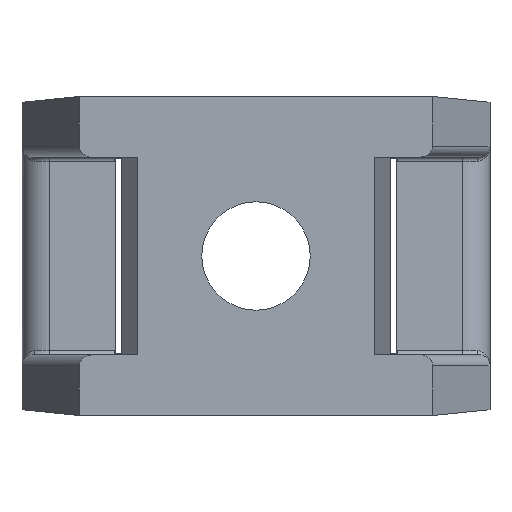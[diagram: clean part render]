
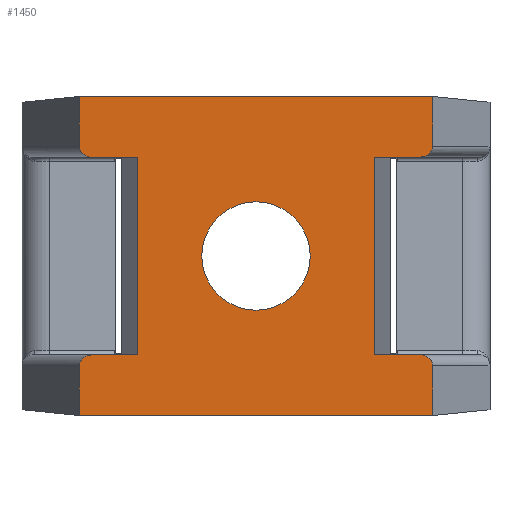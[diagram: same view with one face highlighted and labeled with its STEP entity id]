
A CAD part, front view. The second image highlights one B-rep face of the part: STEP entity #1450.
In plain terms, the highlighted planar face has unit normal (0, -1, 0).
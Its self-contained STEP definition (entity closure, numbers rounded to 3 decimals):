
#158=CARTESIAN_POINT('',(0.,0.0,2.55));
#159=VERTEX_POINT('',#158);
#166=CARTESIAN_POINT('',(0.0,0.0,-2.55));
#167=VERTEX_POINT('',#166);
#168=CARTESIAN_POINT('',(0.0,0.0,0.0));
#169=DIRECTION('',(0.0,-1.0,0.0));
#170=DIRECTION('',(0.0,0.0,-1.0));
#171=AXIS2_PLACEMENT_3D('',#168,#169,#170);
#172=CIRCLE('',#171,2.55);
#173=EDGE_CURVE('',#159,#167,#172,.T.);
#198=CARTESIAN_POINT('',(0.0,0.0,0.0));
#199=DIRECTION('',(0.0,-1.0,0.0));
#200=DIRECTION('',(0.0,0.0,-1.0));
#201=AXIS2_PLACEMENT_3D('',#198,#199,#200);
#202=CIRCLE('',#201,2.55);
#203=EDGE_CURVE('',#167,#159,#202,.T.);
#545=CARTESIAN_POINT('',(-5.575,0.0,-4.65));
#546=VERTEX_POINT('',#545);
#553=CARTESIAN_POINT('',(-5.575,0.0,4.65));
#554=VERTEX_POINT('',#553);
#555=CARTESIAN_POINT('',(-5.575,0.0,-4.65));
#556=DIRECTION('',(0.0,0.0,1.0));
#557=VECTOR('',#556,9.3);
#558=LINE('',#555,#557);
#559=EDGE_CURVE('',#546,#554,#558,.T.);
#669=CARTESIAN_POINT('',(8.3,0.0,7.5));
#670=VERTEX_POINT('',#669);
#671=CARTESIAN_POINT('',(8.3,0.0,5.15));
#672=VERTEX_POINT('',#671);
#673=CARTESIAN_POINT('',(8.3,0.0,7.5));
#674=DIRECTION('',(0.0,0.0,-1.0));
#675=VECTOR('',#674,2.35);
#676=LINE('',#673,#675);
#677=EDGE_CURVE('',#670,#672,#676,.T.);
#709=CARTESIAN_POINT('',(-8.3,0.0,-5.15));
#710=VERTEX_POINT('',#709);
#711=CARTESIAN_POINT('',(-8.3,0.0,-7.5));
#712=VERTEX_POINT('',#711);
#713=CARTESIAN_POINT('',(-8.3,0.0,-5.15));
#714=DIRECTION('',(0.0,0.0,-1.0));
#715=VECTOR('',#714,2.35);
#716=LINE('',#713,#715);
#717=EDGE_CURVE('',#710,#712,#716,.T.);
#759=CARTESIAN_POINT('',(8.3,0.0,-5.15));
#760=VERTEX_POINT('',#759);
#767=CARTESIAN_POINT('',(8.3,0.0,-7.5));
#768=VERTEX_POINT('',#767);
#769=CARTESIAN_POINT('',(8.3,0.0,-5.15));
#770=DIRECTION('',(0.0,0.0,-1.0));
#771=VECTOR('',#770,2.35);
#772=LINE('',#769,#771);
#773=EDGE_CURVE('',#760,#768,#772,.T.);
#1299=CARTESIAN_POINT('',(-8.3,0.0,5.15));
#1300=VERTEX_POINT('',#1299);
#1307=CARTESIAN_POINT('',(-8.3,0.0,7.5));
#1308=VERTEX_POINT('',#1307);
#1309=CARTESIAN_POINT('',(-8.3,0.0,7.5));
#1310=DIRECTION('',(0.0,0.0,-1.0));
#1311=VECTOR('',#1310,2.35);
#1312=LINE('',#1309,#1311);
#1313=EDGE_CURVE('',#1308,#1300,#1312,.T.);
#1324=CARTESIAN_POINT('',(-8.3,0.0,7.5));
#1325=DIRECTION('',(0.0,1.0,0.0));
#1326=DIRECTION('',(1.0,0.0,0.0));
#1327=AXIS2_PLACEMENT_3D('',#1324,#1325,#1326);
#1328=PLANE('',#1327);
#1329=ORIENTED_EDGE('',*,*,#773,.F.);
#1330=CARTESIAN_POINT('',(7.737,0.0,-4.65));
#1331=VERTEX_POINT('',#1330);
#1332=CARTESIAN_POINT('',(8.3,0.0,-5.15));
#1333=CARTESIAN_POINT('',(8.3,0.,-4.857));
#1334=CARTESIAN_POINT('',(8.067,0.,-4.65));
#1335=CARTESIAN_POINT('',(7.737,0.0,-4.65));
#1343=(BOUNDED_CURVE()B_SPLINE_CURVE(3,(#1332,#1333,#1334,#1335),.UNSPECIFIED.,.F.,.U.)B_SPLINE_CURVE_WITH_KNOTS((4,4),(3.142,4.712),.UNSPECIFIED.)CURVE()GEOMETRIC_REPRESENTATION_ITEM()RATIONAL_B_SPLINE_CURVE((1.0,0.805,0.805,1.0))REPRESENTATION_ITEM(''));
#1344=EDGE_CURVE('',#760,#1331,#1343,.T.);
#1345=ORIENTED_EDGE('',*,*,#1344,.T.);
#1346=CARTESIAN_POINT('',(5.575,0.0,-4.65));
#1347=VERTEX_POINT('',#1346);
#1348=CARTESIAN_POINT('',(5.575,0.0,-4.65));
#1349=DIRECTION('',(1.0,0.0,0.0));
#1350=VECTOR('',#1349,2.162);
#1351=LINE('',#1348,#1350);
#1352=EDGE_CURVE('',#1347,#1331,#1351,.T.);
#1353=ORIENTED_EDGE('',*,*,#1352,.F.);
#1354=CARTESIAN_POINT('',(5.575,0.0,4.65));
#1355=VERTEX_POINT('',#1354);
#1356=CARTESIAN_POINT('',(5.575,0.0,4.65));
#1357=DIRECTION('',(0.0,0.0,-1.0));
#1358=VECTOR('',#1357,9.3);
#1359=LINE('',#1356,#1358);
#1360=EDGE_CURVE('',#1355,#1347,#1359,.T.);
#1361=ORIENTED_EDGE('',*,*,#1360,.F.);
#1362=CARTESIAN_POINT('',(7.737,0.0,4.65));
#1363=VERTEX_POINT('',#1362);
#1364=CARTESIAN_POINT('',(5.575,0.0,4.65));
#1365=DIRECTION('',(1.0,0.0,0.0));
#1366=VECTOR('',#1365,2.162);
#1367=LINE('',#1364,#1366);
#1368=EDGE_CURVE('',#1355,#1363,#1367,.T.);
#1369=ORIENTED_EDGE('',*,*,#1368,.T.);
#1370=CARTESIAN_POINT('',(7.737,0.0,4.65));
#1371=CARTESIAN_POINT('',(8.067,0.0,4.65));
#1372=CARTESIAN_POINT('',(8.3,0.,4.857));
#1373=CARTESIAN_POINT('',(8.3,0.0,5.15));
#1381=(BOUNDED_CURVE()B_SPLINE_CURVE(3,(#1370,#1371,#1372,#1373),.UNSPECIFIED.,.F.,.U.)B_SPLINE_CURVE_WITH_KNOTS((4,4),(4.712,6.283),.UNSPECIFIED.)CURVE()GEOMETRIC_REPRESENTATION_ITEM()RATIONAL_B_SPLINE_CURVE((1.0,0.805,0.805,1.0))REPRESENTATION_ITEM(''));
#1382=EDGE_CURVE('',#1363,#672,#1381,.T.);
#1383=ORIENTED_EDGE('',*,*,#1382,.T.);
#1384=ORIENTED_EDGE('',*,*,#677,.F.);
#1385=CARTESIAN_POINT('',(-8.3,0.0,7.5));
#1386=DIRECTION('',(1.0,0.0,0.0));
#1387=VECTOR('',#1386,16.6);
#1388=LINE('',#1385,#1387);
#1389=EDGE_CURVE('',#1308,#670,#1388,.T.);
#1390=ORIENTED_EDGE('',*,*,#1389,.F.);
#1391=ORIENTED_EDGE('',*,*,#1313,.T.);
#1392=CARTESIAN_POINT('',(-7.737,0.0,4.65));
#1393=VERTEX_POINT('',#1392);
#1394=CARTESIAN_POINT('',(-8.3,0.0,5.15));
#1395=CARTESIAN_POINT('',(-8.3,0.0,4.857));
#1396=CARTESIAN_POINT('',(-8.067,0.,4.65));
#1397=CARTESIAN_POINT('',(-7.737,0.0,4.65));
#1405=(BOUNDED_CURVE()B_SPLINE_CURVE(3,(#1394,#1395,#1396,#1397),.UNSPECIFIED.,.F.,.U.)B_SPLINE_CURVE_WITH_KNOTS((4,4),(3.142,4.712),.UNSPECIFIED.)CURVE()GEOMETRIC_REPRESENTATION_ITEM()RATIONAL_B_SPLINE_CURVE((1.0,0.805,0.805,1.0))REPRESENTATION_ITEM(''));
#1406=EDGE_CURVE('',#1300,#1393,#1405,.T.);
#1407=ORIENTED_EDGE('',*,*,#1406,.T.);
#1408=CARTESIAN_POINT('',(-5.575,0.0,4.65));
#1409=DIRECTION('',(-1.0,0.0,0.0));
#1410=VECTOR('',#1409,2.162);
#1411=LINE('',#1408,#1410);
#1412=EDGE_CURVE('',#554,#1393,#1411,.T.);
#1413=ORIENTED_EDGE('',*,*,#1412,.F.);
#1414=ORIENTED_EDGE('',*,*,#559,.F.);
#1415=CARTESIAN_POINT('',(-7.737,0.0,-4.65));
#1416=VERTEX_POINT('',#1415);
#1417=CARTESIAN_POINT('',(-5.575,0.0,-4.65));
#1418=DIRECTION('',(-1.0,0.0,0.0));
#1419=VECTOR('',#1418,2.162);
#1420=LINE('',#1417,#1419);
#1421=EDGE_CURVE('',#546,#1416,#1420,.T.);
#1422=ORIENTED_EDGE('',*,*,#1421,.T.);
#1423=CARTESIAN_POINT('',(-7.737,0.0,-4.65));
#1424=CARTESIAN_POINT('',(-8.067,0.,-4.65));
#1425=CARTESIAN_POINT('',(-8.3,0.0,-4.857));
#1426=CARTESIAN_POINT('',(-8.3,0.0,-5.15));
#1434=(BOUNDED_CURVE()B_SPLINE_CURVE(3,(#1423,#1424,#1425,#1426),.UNSPECIFIED.,.F.,.U.)B_SPLINE_CURVE_WITH_KNOTS((4,4),(4.712,6.283),.UNSPECIFIED.)CURVE()GEOMETRIC_REPRESENTATION_ITEM()RATIONAL_B_SPLINE_CURVE((1.0,0.805,0.805,1.0))REPRESENTATION_ITEM(''));
#1435=EDGE_CURVE('',#1416,#710,#1434,.T.);
#1436=ORIENTED_EDGE('',*,*,#1435,.T.);
#1437=ORIENTED_EDGE('',*,*,#717,.T.);
#1438=CARTESIAN_POINT('',(-8.3,0.0,-7.5));
#1439=DIRECTION('',(1.0,0.0,0.0));
#1440=VECTOR('',#1439,16.6);
#1441=LINE('',#1438,#1440);
#1442=EDGE_CURVE('',#712,#768,#1441,.T.);
#1443=ORIENTED_EDGE('',*,*,#1442,.T.);
#1444=EDGE_LOOP('',(#1329,#1345,#1353,#1361,#1369,#1383,#1384,#1390,#1391,#1407,#1413,#1414,#1422,#1436,#1437,#1443));
#1445=FACE_OUTER_BOUND('',#1444,.T.);
#1446=ORIENTED_EDGE('',*,*,#203,.F.);
#1447=ORIENTED_EDGE('',*,*,#173,.F.);
#1448=EDGE_LOOP('',(#1446,#1447));
#1449=FACE_BOUND('',#1448,.T.);
#1450=ADVANCED_FACE('',(#1445,#1449),#1328,.F.);
